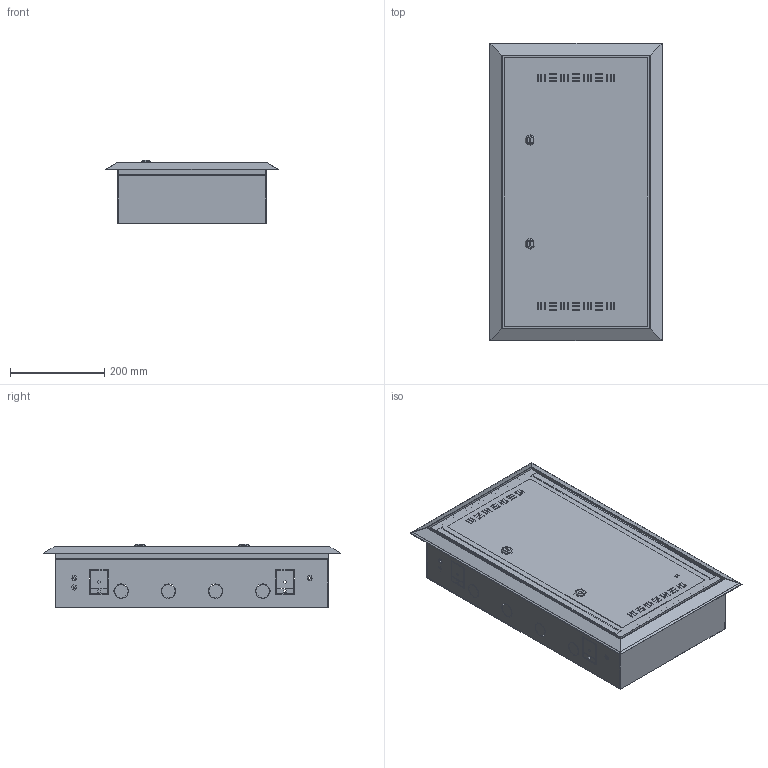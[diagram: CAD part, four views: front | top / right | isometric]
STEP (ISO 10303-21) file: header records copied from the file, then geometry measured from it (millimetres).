
FILE_DESCRIPTION (( 'STEP AP214' ), '1' );
FILE_NAME ('TI5-51-V-1X036-30 TITAN 5 Êîðïóñ êîìáèíèðîâàííûé ÙÐâ-12 (1õ36) áåëûé IEK.STEP', '2024-12-06T13:04:43', ( '' ), ( '' ), 'SwSTEP 2.0', 'SolidWorks 2022', '' );
FILE_SCHEMA (( 'AUTOMOTIVE_DESIGN' ));
Length unit declared in the file: millimetre
Products named in the file (1): TI5-51-V-1X036-30 TITAN 5 Корпус комбинированный ЩРв-12 (1х36) белый IEK
Bounding box: 365.36 x 630.7 x 134.7 mm (x, y, z)
Volume: 2063199.5 mm3
Topology: 48 solids, 89 shells, 8351 faces, 23130 edges, 15097 vertices
Faces by surface type: plane 4372, cylinder 2734, bspline 519, cone 475, torus 158, sphere 93
Full cylindrical faces by diameter (mm): 3.4 x10, 5 x3, 8.3 x1
Entity records: 419579 total; most frequent: CARTESIAN_POINT 112341, ORIENTED_EDGE 46188, DIRECTION 42012, EDGE_CURVE 23097, VERTEX_POINT 15090, VECTOR 14136, LINE 14136, AXIS2_PLACEMENT_3D 13938
